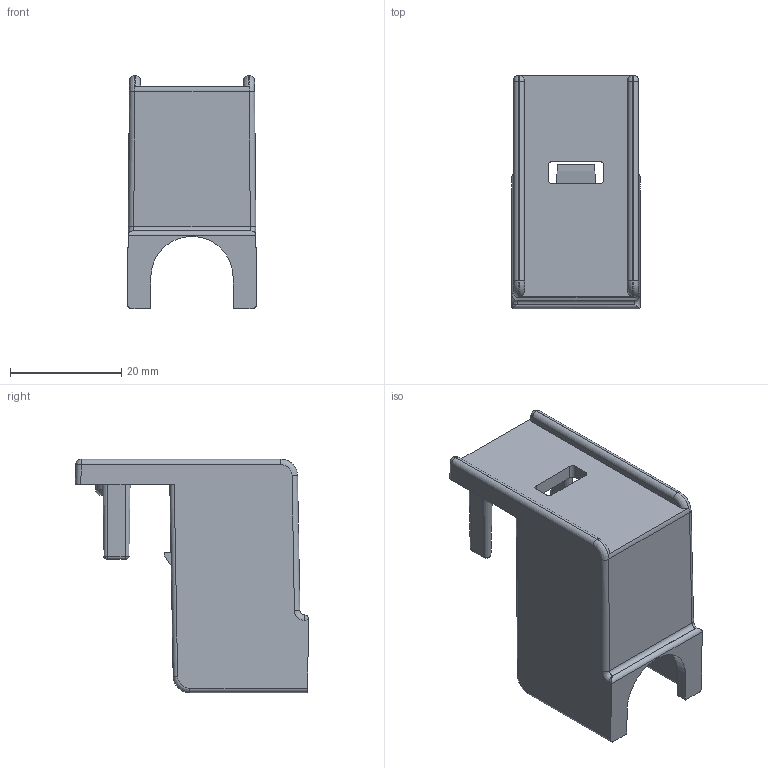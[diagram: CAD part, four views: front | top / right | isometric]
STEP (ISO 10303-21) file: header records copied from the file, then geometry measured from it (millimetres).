
FILE_DESCRIPTION (( 'STEP AP214' ), '1' );
FILE_NAME ('HS1-ML2.step', '2020-05-11T19:35:34', ( '' ), ( '' ), 'SwSTEP 2.0', 'SolidWorks 2019', '' );
FILE_SCHEMA (( 'AUTOMOTIVE_DESIGN' ));
Length unit declared in the file: inch
Products named in the file (2): HS1-ML2
Bounding box: 23.22 x 42 x 42 mm (x, y, z)
Volume: 7780.5 mm3; surface area: 7657.3 mm2
Topology: 1 solids, 1 shells, 111 faces, 280 edges, 173 vertices
Faces by surface type: plane 44, cylinder 40, bspline 21, cone 6
Entity records: 4127 total; most frequent: CARTESIAN_POINT 1608, ORIENTED_EDGE 560, DIRECTION 458, EDGE_CURVE 280, VERTEX_POINT 173, LINE 156, VECTOR 156, AXIS2_PLACEMENT_3D 151
